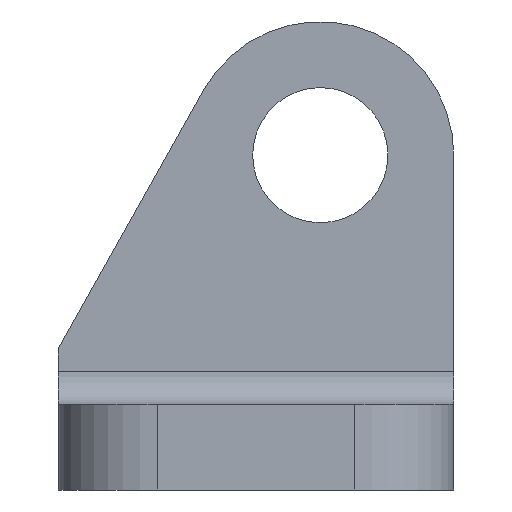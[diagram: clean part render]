
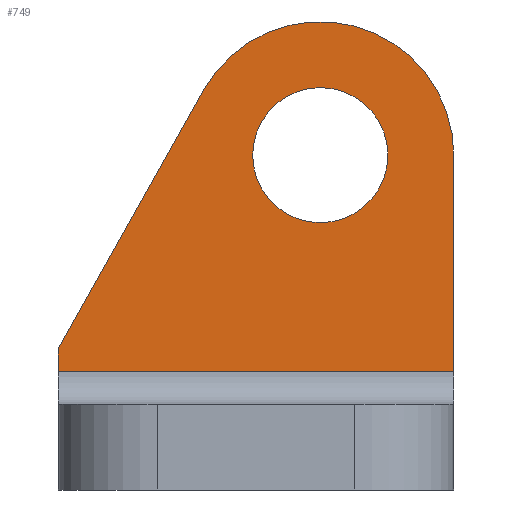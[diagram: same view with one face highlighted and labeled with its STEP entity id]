
A CAD part, front view. The second image highlights one B-rep face of the part: STEP entity #749.
In plain terms, the highlighted planar face has unit normal (0, -1, 0).
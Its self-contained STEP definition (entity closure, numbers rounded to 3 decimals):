
#26=FACE_BOUND('',#117,.T.);
#41=PLANE('',#832);
#73=FACE_OUTER_BOUND('',#116,.T.);
#116=EDGE_LOOP('',(#628,#629,#630,#631,#632));
#117=EDGE_LOOP('',(#633));
#139=LINE('',#1102,#211);
#165=LINE('',#1206,#237);
#183=LINE('',#1256,#255);
#188=LINE('',#1268,#260);
#211=VECTOR('',#879,10.);
#237=VECTOR('',#957,10.);
#255=VECTOR('',#1003,10.);
#260=VECTOR('',#1018,10.);
#305=CIRCLE('',#828,4.05);
#306=CIRCLE('',#830,2.05);
#319=VERTEX_POINT('',#1095);
#322=VERTEX_POINT('',#1100);
#354=VERTEX_POINT('',#1205);
#372=VERTEX_POINT('',#1255);
#373=VERTEX_POINT('',#1259);
#374=VERTEX_POINT('',#1263);
#395=EDGE_CURVE('',#322,#319,#139,.T.);
#437=EDGE_CURVE('',#319,#354,#165,.T.);
#463=EDGE_CURVE('',#354,#372,#183,.T.);
#465=EDGE_CURVE('',#372,#373,#305,.T.);
#468=EDGE_CURVE('',#374,#374,#306,.T.);
#470=EDGE_CURVE('',#322,#373,#188,.T.);
#628=ORIENTED_EDGE('',*,*,#395,.F.);
#629=ORIENTED_EDGE('',*,*,#470,.T.);
#630=ORIENTED_EDGE('',*,*,#465,.F.);
#631=ORIENTED_EDGE('',*,*,#463,.F.);
#632=ORIENTED_EDGE('',*,*,#437,.F.);
#633=ORIENTED_EDGE('',*,*,#468,.F.);
#749=ADVANCED_FACE('',(#73,#26),#41,.F.);
#828=AXIS2_PLACEMENT_3D('',#1260,#1007,#1008);
#830=AXIS2_PLACEMENT_3D('',#1265,#1013,#1014);
#832=AXIS2_PLACEMENT_3D('',#1269,#1019,#1020);
#879=DIRECTION('',(-1.,0.,0.));
#957=DIRECTION('',(0.,0.,1.));
#1003=DIRECTION('',(0.49,0.,0.872));
#1007=DIRECTION('center_axis',(0.,1.,0.));
#1008=DIRECTION('ref_axis',(1.,0.,0.));
#1013=DIRECTION('center_axis',(0.,-1.,0.));
#1014=DIRECTION('ref_axis',(1.,0.,0.));
#1018=DIRECTION('',(0.,0.,1.));
#1019=DIRECTION('center_axis',(0.,1.,0.));
#1020=DIRECTION('ref_axis',(-1.,0.,0.));
#1095=CARTESIAN_POINT('',(-21.63,-11.812,3.6));
#1100=CARTESIAN_POINT('',(-9.63,-11.812,3.6));
#1102=CARTESIAN_POINT('',(-12.63,-11.812,3.6));
#1205=CARTESIAN_POINT('',(-21.63,-11.812,4.28));
#1206=CARTESIAN_POINT('',(-21.63,-11.812,0.));
#1255=CARTESIAN_POINT('',(-17.21,-11.812,12.142));
#1256=CARTESIAN_POINT('',(-18.893,-11.812,9.148));
#1259=CARTESIAN_POINT('',(-9.63,-11.812,10.157));
#1260=CARTESIAN_POINT('Origin',(-13.68,-11.812,10.157));
#1263=CARTESIAN_POINT('',(-15.73,-11.812,10.157));
#1265=CARTESIAN_POINT('Origin',(-13.68,-11.812,10.157));
#1268=CARTESIAN_POINT('',(-9.63,-11.812,0.));
#1269=CARTESIAN_POINT('Origin',(-9.63,-11.812,0.));
